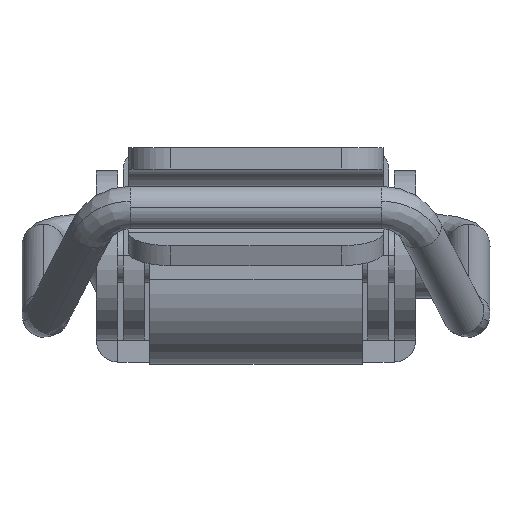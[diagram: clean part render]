
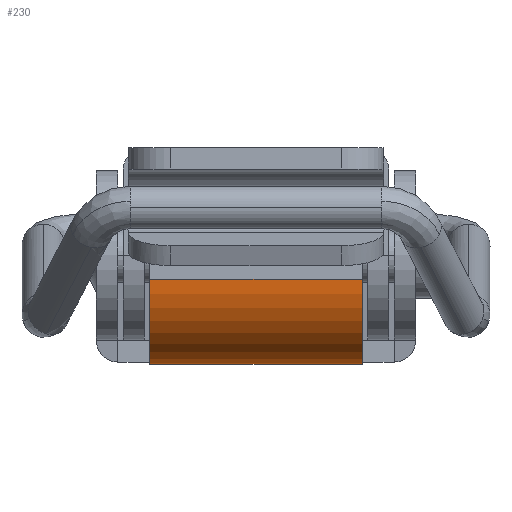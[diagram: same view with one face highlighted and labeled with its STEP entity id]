
A CAD part, top view. The second image highlights one B-rep face of the part: STEP entity #230.
In plain terms, the highlighted cylindrical face has radius 4 mm (diameter 8 mm), a partial arc.
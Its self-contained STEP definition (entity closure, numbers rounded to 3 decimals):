
#230=ADVANCED_FACE('',(#764),#763,.T.);
#763=CYLINDRICAL_SURFACE('',#1838,4.);
#764=FACE_OUTER_BOUND('',#1839,.T.);
#1835=CARTESIAN_POINT('',(992.5,-1.107,-1.654));
#1836=DIRECTION('',(1.,0.,0.));
#1837=DIRECTION('',(0.,0.,-1.));
#1838=AXIS2_PLACEMENT_3D('',#1835,#1836,#1837);
#1839=EDGE_LOOP('',(#3871,#3872,#3873,#3874));
#3871=ORIENTED_EDGE('',*,*,#4401,.F.);
#3872=ORIENTED_EDGE('',*,*,#4442,.T.);
#3873=ORIENTED_EDGE('',*,*,#4397,.F.);
#3874=ORIENTED_EDGE('',*,*,#4378,.F.);
#4378=EDGE_CURVE('',#5255,#5262,#5263,.T.);
#4397=EDGE_CURVE('',#5262,#5390,#5391,.T.);
#4401=EDGE_CURVE('',#5411,#5255,#5418,.T.);
#4442=EDGE_CURVE('',#5411,#5390,#5697,.T.);
#5255=VERTEX_POINT('',#7250);
#5262=VERTEX_POINT('',#7254);
#5263=LINE('',#7255,#7256);
#5390=VERTEX_POINT('',#7328);
#5391=CIRCLE('',#7332,4.);
#5411=VERTEX_POINT('',#7341);
#5418=CIRCLE('',#7348,4.);
#5697=LINE('',#7528,#7529);
#7250=CARTESIAN_POINT('',(5.,-5.06,-2.267));
#7254=CARTESIAN_POINT('',(-5.,-5.06,-2.267));
#7255=CARTESIAN_POINT('',(5.,-5.06,-2.267));
#7256=VECTOR('',#7257,10.);
#7257=DIRECTION('',(-1.,0.,0.));
#7328=CARTESIAN_POINT('',(-5.,-1.107,2.346));
#7329=CARTESIAN_POINT('',(-5.,-1.107,-1.654));
#7330=DIRECTION('',(-1.,0.,0.));
#7331=DIRECTION('',(0.,0.,1.));
#7332=AXIS2_PLACEMENT_3D('',#7329,#7330,#7331);
#7341=CARTESIAN_POINT('',(5.,-1.107,2.346));
#7345=CARTESIAN_POINT('',(5.,-1.107,-1.654));
#7346=DIRECTION('',(1.,0.,0.));
#7347=DIRECTION('',(0.,0.,-1.));
#7348=AXIS2_PLACEMENT_3D('',#7345,#7346,#7347);
#7528=CARTESIAN_POINT('',(5.,-1.107,2.346));
#7529=VECTOR('',#7530,10.);
#7530=DIRECTION('',(-1.,0.,0.));
